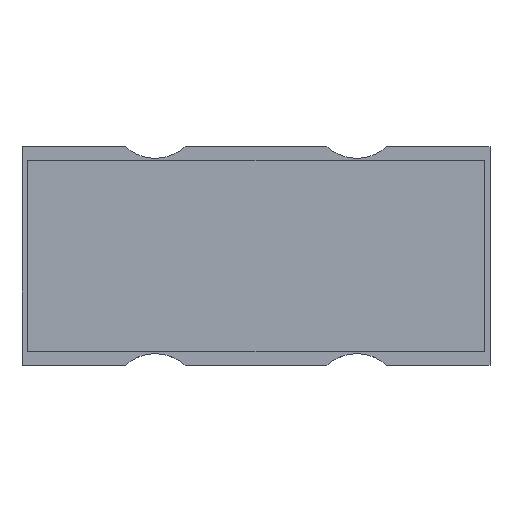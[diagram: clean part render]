
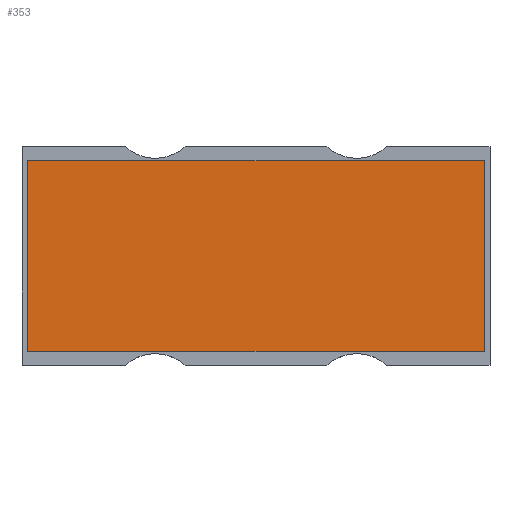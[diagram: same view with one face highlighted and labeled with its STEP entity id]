
A CAD part, top view. The second image highlights one B-rep face of the part: STEP entity #353.
In plain terms, the highlighted planar face has unit normal (0, 0, 1).
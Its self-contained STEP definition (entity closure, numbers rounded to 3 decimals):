
#27=PLANE('',#394);
#46=FACE_OUTER_BOUND('',#66,.T.);
#66=EDGE_LOOP('',(#310,#311,#312,#313));
#101=LINE('',#576,#141);
#103=LINE('',#580,#143);
#105=LINE('',#584,#145);
#107=LINE('',#587,#147);
#141=VECTOR('',#471,10.);
#143=VECTOR('',#475,10.);
#145=VECTOR('',#479,10.);
#147=VECTOR('',#483,10.);
#186=VERTEX_POINT('',#573);
#187=VERTEX_POINT('',#575);
#188=VERTEX_POINT('',#579);
#189=VERTEX_POINT('',#583);
#229=EDGE_CURVE('',#187,#186,#101,.T.);
#231=EDGE_CURVE('',#188,#187,#103,.T.);
#233=EDGE_CURVE('',#189,#188,#105,.T.);
#235=EDGE_CURVE('',#186,#189,#107,.T.);
#310=ORIENTED_EDGE('',*,*,#235,.T.);
#311=ORIENTED_EDGE('',*,*,#233,.T.);
#312=ORIENTED_EDGE('',*,*,#231,.T.);
#313=ORIENTED_EDGE('',*,*,#229,.T.);
#353=ADVANCED_FACE('',(#46),#27,.T.);
#394=AXIS2_PLACEMENT_3D('',#588,#484,#485);
#471=DIRECTION('',(0.,-1.,0.));
#475=DIRECTION('',(-1.,0.,0.));
#479=DIRECTION('',(0.,1.,0.));
#483=DIRECTION('',(1.,0.,0.));
#484=DIRECTION('center_axis',(0.,0.,1.));
#485=DIRECTION('ref_axis',(1.,0.,0.));
#573=CARTESIAN_POINT('',(-5.75,-2.4,2.5));
#575=CARTESIAN_POINT('',(-5.75,2.4,2.5));
#576=CARTESIAN_POINT('',(-5.75,-2.4,2.5));
#579=CARTESIAN_POINT('',(5.75,2.4,2.5));
#580=CARTESIAN_POINT('',(-5.75,2.4,2.5));
#583=CARTESIAN_POINT('',(5.75,-2.4,2.5));
#584=CARTESIAN_POINT('',(5.75,2.4,2.5));
#587=CARTESIAN_POINT('',(5.75,-2.4,2.5));
#588=CARTESIAN_POINT('Origin',(0.,0.,
2.5));
